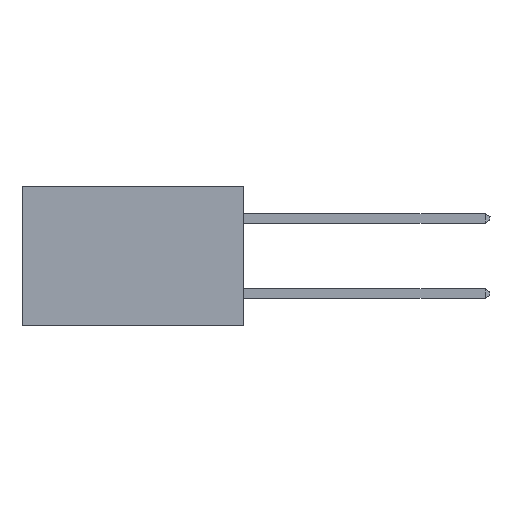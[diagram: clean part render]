
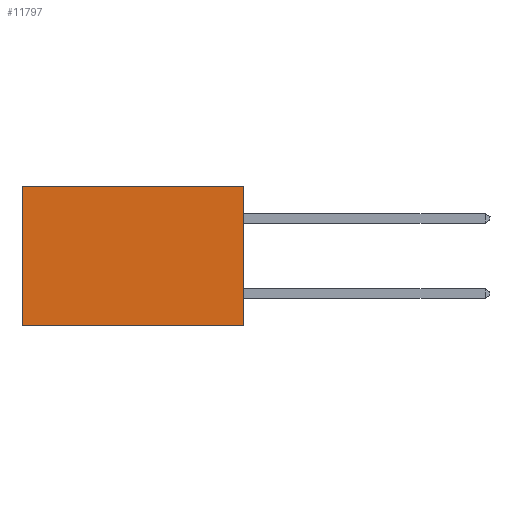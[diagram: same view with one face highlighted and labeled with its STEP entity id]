
A CAD part, left-side view. The second image highlights one B-rep face of the part: STEP entity #11797.
In plain terms, the highlighted planar face has unit normal (-1, 0, 0).
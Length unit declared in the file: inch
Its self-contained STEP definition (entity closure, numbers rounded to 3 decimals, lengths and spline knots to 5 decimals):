
#855 = CARTESIAN_POINT ( 'NONE',  ( 0.277, 0.59, -0.37 ) ) ;
#883 = VECTOR ( 'NONE', #3100, 39.37008 ) ;
#1482 = ORIENTED_EDGE ( 'NONE', *, *, #15104, .T. ) ;
#1778 = VERTEX_POINT ( 'NONE', #13208 ) ;
#1992 = CARTESIAN_POINT ( 'NONE',  ( 0.277, 0., 0. ) ) ;
#2222 = CARTESIAN_POINT ( 'NONE',  ( 0.277, 0., -0.37 ) ) ;
#2879 = DIRECTION ( 'NONE',  ( 0., 0., -1. ) ) ;
#3100 = DIRECTION ( 'NONE',  ( 0., 0., -1. ) ) ;
#3481 = DIRECTION ( 'NONE',  ( 0., 0., -1. ) ) ;
#3529 = DIRECTION ( 'NONE',  ( 0., 1., 0. ) ) ;
#3562 = ORIENTED_EDGE ( 'NONE', *, *, #11384, .F. ) ;
#3646 = VERTEX_POINT ( 'NONE', #16596 ) ;
#4335 = AXIS2_PLACEMENT_3D ( 'NONE', #7910, #12280, #3481 ) ;
#4861 = ORIENTED_EDGE ( 'NONE', *, *, #6657, .T. ) ;
#4961 = PLANE ( 'NONE',  #4335 ) ;
#6305 = EDGE_CURVE ( 'NONE', #1778, #3646, #7202, .T. ) ;
#6657 = EDGE_CURVE ( 'NONE', #1778, #11367, #9468, .T. ) ;
#7202 = LINE ( 'NONE', #11691, #18182 ) ;
#7910 = CARTESIAN_POINT ( 'NONE',  ( 0.277, 0., -0.37 ) ) ;
#8311 = FACE_OUTER_BOUND ( 'NONE', #13904, .T. ) ;
#9468 = LINE ( 'NONE', #1992, #16624 ) ;
#10334 = VERTEX_POINT ( 'NONE', #855 ) ;
#11367 = VERTEX_POINT ( 'NONE', #18120 ) ;
#11384 = EDGE_CURVE ( 'NONE', #3646, #10334, #16422, .T. ) ;
#11691 = CARTESIAN_POINT ( 'NONE',  ( 0.277, 0., -0.37 ) ) ;
#11721 = VECTOR ( 'NONE', #18181, 39.37008 ) ;
#11797 = ADVANCED_FACE ( 'NONE', ( #8311 ), #4961, .F. ) ;
#12280 = DIRECTION ( 'NONE',  ( 1., 0., 0. ) ) ;
#13208 = CARTESIAN_POINT ( 'NONE',  ( 0.277, 0., 0. ) ) ;
#13351 = CARTESIAN_POINT ( 'NONE',  ( 0.277, 0.59, -0.37 ) ) ;
#13904 = EDGE_LOOP ( 'NONE', ( #1482, #3562, #17252, #4861 ) ) ;
#15104 = EDGE_CURVE ( 'NONE', #11367, #10334, #16498, .T. ) ;
#16422 = LINE ( 'NONE', #2222, #11721 ) ;
#16498 = LINE ( 'NONE', #13351, #883 ) ;
#16596 = CARTESIAN_POINT ( 'NONE',  ( 0.277, 0., -0.37 ) ) ;
#16624 = VECTOR ( 'NONE', #3529, 39.37008 ) ;
#17252 = ORIENTED_EDGE ( 'NONE', *, *, #6305, .F. ) ;
#18120 = CARTESIAN_POINT ( 'NONE',  ( 0.277, 0.59, 0. ) ) ;
#18181 = DIRECTION ( 'NONE',  ( 0., 1., 0. ) ) ;
#18182 = VECTOR ( 'NONE', #2879, 39.37008 ) ;
